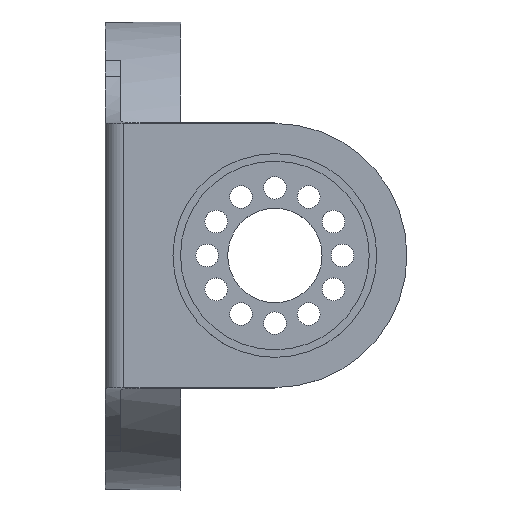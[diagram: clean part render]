
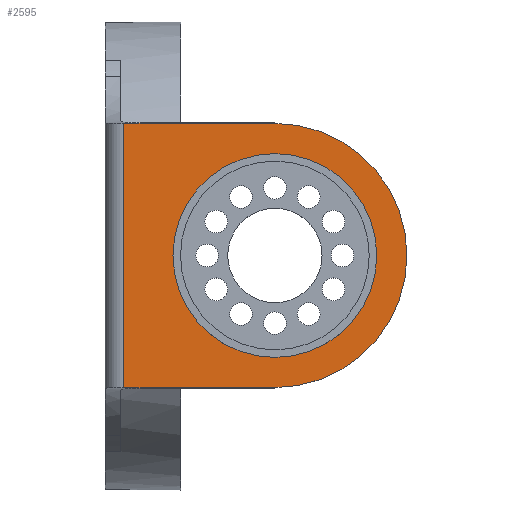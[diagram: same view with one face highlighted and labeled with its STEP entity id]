
A CAD part, top view. The second image highlights one B-rep face of the part: STEP entity #2595.
In plain terms, the highlighted planar face has unit normal (0, 0, 1).
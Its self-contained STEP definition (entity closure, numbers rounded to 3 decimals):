
#105 = AXIS2_PLACEMENT_3D ( 'NONE', #1873, #2204, #711 ) ;
#116 = DIRECTION ( 'NONE',  ( 1., 0., 0. ) ) ;
#248 = LINE ( 'NONE', #2856, #2094 ) ;
#317 = PLANE ( 'NONE',  #4076 ) ;
#332 = VERTEX_POINT ( 'NONE', #1829 ) ;
#630 = FACE_OUTER_BOUND ( 'NONE', #2138, .T. ) ;
#652 = ORIENTED_EDGE ( 'NONE', *, *, #2919, .T. ) ;
#711 = DIRECTION ( 'NONE',  ( 1., 0., 0. ) ) ;
#1060 = DIRECTION ( 'NONE',  ( 0., 0., -1. ) ) ;
#1067 = CARTESIAN_POINT ( 'NONE',  ( 35., 0., 0. ) ) ;
#1086 = EDGE_CURVE ( 'NONE', #2268, #4748, #3139, .T. ) ;
#1133 = AXIS2_PLACEMENT_3D ( 'NONE', #1714, #3174, #2426 ) ;
#1134 = CIRCLE ( 'NONE', #2985, 27. ) ;
#1192 = DIRECTION ( 'NONE',  ( 0., 0., -1. ) ) ;
#1333 = VERTEX_POINT ( 'NONE', #3982 ) ;
#1447 = DIRECTION ( 'NONE',  ( 1., 0., 0. ) ) ;
#1464 = CARTESIAN_POINT ( 'NONE',  ( 0., -35., 0. ) ) ;
#1714 = CARTESIAN_POINT ( 'NONE',  ( 0., 0., 0. ) ) ;
#1771 = CIRCLE ( 'NONE', #4548, 35. ) ;
#1826 = CARTESIAN_POINT ( 'NONE',  ( -45., -35., 0. ) ) ;
#1829 = CARTESIAN_POINT ( 'NONE',  ( -40., 35., 0. ) ) ;
#1873 = CARTESIAN_POINT ( 'NONE',  ( 0., 0., 0. ) ) ;
#1929 = EDGE_CURVE ( 'NONE', #2952, #2632, #1134, .T. ) ;
#1989 = ORIENTED_EDGE ( 'NONE', *, *, #1086, .F. ) ;
#2006 = DIRECTION ( 'NONE',  ( -1., 0., 0. ) ) ;
#2007 = LINE ( 'NONE', #3853, #3944 ) ;
#2070 = EDGE_CURVE ( 'NONE', #332, #4854, #248, .T. ) ;
#2094 = VECTOR ( 'NONE', #3205, 1000. ) ;
#2138 = EDGE_LOOP ( 'NONE', ( #4829, #1989, #2362, #3008, #2604 ) ) ;
#2204 = DIRECTION ( 'NONE',  ( 0., 0., -1. ) ) ;
#2268 = VERTEX_POINT ( 'NONE', #1067 ) ;
#2292 = EDGE_CURVE ( 'NONE', #1333, #2268, #1771, .T. ) ;
#2362 = ORIENTED_EDGE ( 'NONE', *, *, #2292, .F. ) ;
#2426 = DIRECTION ( 'NONE',  ( -1., 0., 0. ) ) ;
#2595 = ADVANCED_FACE ( 'NONE', ( #4866, #630 ), #317, .F. ) ;
#2599 = CARTESIAN_POINT ( 'NONE',  ( 27., 0., 0. ) ) ;
#2604 = ORIENTED_EDGE ( 'NONE', *, *, #2070, .T. ) ;
#2627 = DIRECTION ( 'NONE',  ( 0., 0., -1. ) ) ;
#2632 = VERTEX_POINT ( 'NONE', #2599 ) ;
#2765 = CARTESIAN_POINT ( 'NONE',  ( 0., 0., 0. ) ) ;
#2856 = CARTESIAN_POINT ( 'NONE',  ( -40., 60., 0. ) ) ;
#2919 = EDGE_CURVE ( 'NONE', #2632, #2952, #3294, .T. ) ;
#2952 = VERTEX_POINT ( 'NONE', #4669 ) ;
#2985 = AXIS2_PLACEMENT_3D ( 'NONE', #2765, #1192, #2006 ) ;
#3008 = ORIENTED_EDGE ( 'NONE', *, *, #3981, .F. ) ;
#3139 = CIRCLE ( 'NONE', #105, 35. ) ;
#3174 = DIRECTION ( 'NONE',  ( 0., 0., -1. ) ) ;
#3205 = DIRECTION ( 'NONE',  ( 0., -1., 0. ) ) ;
#3294 = CIRCLE ( 'NONE', #1133, 27. ) ;
#3321 = CARTESIAN_POINT ( 'NONE',  ( 0., 0., 0. ) ) ;
#3356 = CARTESIAN_POINT ( 'NONE',  ( -40., -35., 0. ) ) ;
#3758 = CARTESIAN_POINT ( 'NONE',  ( -45., 60., 0. ) ) ;
#3833 = EDGE_CURVE ( 'NONE', #4854, #4748, #4532, .T. ) ;
#3853 = CARTESIAN_POINT ( 'NONE',  ( -45., 35., 0. ) ) ;
#3944 = VECTOR ( 'NONE', #116, 1000. ) ;
#3981 = EDGE_CURVE ( 'NONE', #332, #1333, #2007, .T. ) ;
#3982 = CARTESIAN_POINT ( 'NONE',  ( 0., 35., 0. ) ) ;
#4076 = AXIS2_PLACEMENT_3D ( 'NONE', #3758, #1060, #4520 ) ;
#4130 = DIRECTION ( 'NONE',  ( 1., 0., 0. ) ) ;
#4483 = VECTOR ( 'NONE', #1447, 1000. ) ;
#4520 = DIRECTION ( 'NONE',  ( -1., 0., 0. ) ) ;
#4532 = LINE ( 'NONE', #1826, #4483 ) ;
#4548 = AXIS2_PLACEMENT_3D ( 'NONE', #3321, #2627, #4130 ) ;
#4574 = ORIENTED_EDGE ( 'NONE', *, *, #1929, .T. ) ;
#4669 = CARTESIAN_POINT ( 'NONE',  ( -27., 0., 0. ) ) ;
#4681 = EDGE_LOOP ( 'NONE', ( #4574, #652 ) ) ;
#4748 = VERTEX_POINT ( 'NONE', #1464 ) ;
#4829 = ORIENTED_EDGE ( 'NONE', *, *, #3833, .T. ) ;
#4854 = VERTEX_POINT ( 'NONE', #3356 ) ;
#4866 = FACE_BOUND ( 'NONE', #4681, .T. ) ;
